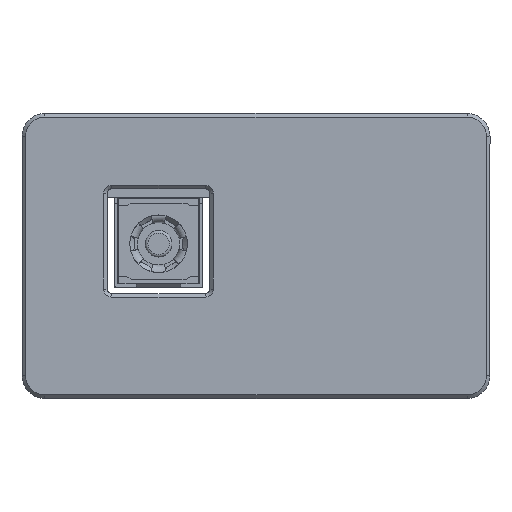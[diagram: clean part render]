
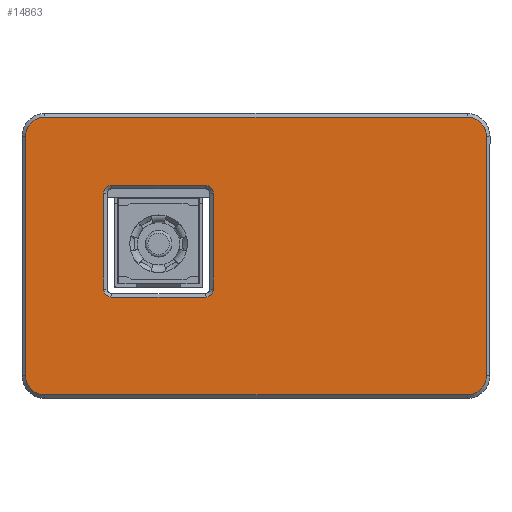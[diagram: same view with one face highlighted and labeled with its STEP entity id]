
A CAD part, front view. The second image highlights one B-rep face of the part: STEP entity #14863.
In plain terms, the highlighted face is planar.
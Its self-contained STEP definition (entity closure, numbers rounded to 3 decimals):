
#856=FACE_BOUND('',#2865,.T.);
#1234=CIRCLE('',#16104,0.9);
#1236=CIRCLE('',#16108,0.9);
#1238=CIRCLE('',#16112,0.9);
#1240=CIRCLE('',#16116,0.9);
#1243=CIRCLE('',#16124,2.188);
#1244=CIRCLE('',#16125,2.188);
#1245=CIRCLE('',#16126,2.187);
#1246=CIRCLE('',#16127,2.188);
#1968=FACE_OUTER_BOUND('',#2864,.T.);
#2864=EDGE_LOOP('',(#12877,#12878,#12879,#12880,#12881,#12882,#12883,#12884));
#2865=EDGE_LOOP('',(#12885,#12886,#12887,#12888,#12889,#12890,#12891,#12892));
#4139=LINE('',#29400,#5543);
#4144=LINE('',#29414,#5548);
#4148=LINE('',#29426,#5552);
#4152=LINE('',#29438,#5556);
#4163=LINE('',#29468,#5567);
#4164=LINE('',#29472,#5568);
#4165=LINE('',#29476,#5569);
#4166=LINE('',#29480,#5570);
#5543=VECTOR('',#19476,10.);
#5548=VECTOR('',#19489,10.);
#5552=VECTOR('',#19501,10.);
#5556=VECTOR('',#19513,10.);
#5567=VECTOR('',#19544,10.);
#5568=VECTOR('',#19547,10.);
#5569=VECTOR('',#19550,10.);
#5570=VECTOR('',#19553,10.);
#6972=VERTEX_POINT('',#29397);
#6973=VERTEX_POINT('',#29399);
#6976=VERTEX_POINT('',#29407);
#6978=VERTEX_POINT('',#29412);
#6980=VERTEX_POINT('',#29419);
#6982=VERTEX_POINT('',#29424);
#6984=VERTEX_POINT('',#29431);
#6986=VERTEX_POINT('',#29436);
#6994=VERTEX_POINT('',#29466);
#6995=VERTEX_POINT('',#29467);
#6996=VERTEX_POINT('',#29469);
#6997=VERTEX_POINT('',#29471);
#6998=VERTEX_POINT('',#29473);
#6999=VERTEX_POINT('',#29475);
#7000=VERTEX_POINT('',#29477);
#7001=VERTEX_POINT('',#29479);
#8964=EDGE_CURVE('',#6972,#6973,#4139,.T.);
#8969=EDGE_CURVE('',#6976,#6972,#1234,.T.);
#8971=EDGE_CURVE('',#6978,#6976,#4144,.T.);
#8975=EDGE_CURVE('',#6980,#6978,#1236,.T.);
#8977=EDGE_CURVE('',#6982,#6980,#4148,.T.);
#8981=EDGE_CURVE('',#6984,#6982,#1238,.T.);
#8983=EDGE_CURVE('',#6986,#6984,#4152,.T.);
#8986=EDGE_CURVE('',#6973,#6986,#1240,.T.);
#8998=EDGE_CURVE('',#6994,#6995,#4163,.T.);
#8999=EDGE_CURVE('',#6996,#6994,#1243,.T.);
#9000=EDGE_CURVE('',#6997,#6996,#4164,.T.);
#9001=EDGE_CURVE('',#6998,#6997,#1244,.T.);
#9002=EDGE_CURVE('',#6999,#6998,#4165,.T.);
#9003=EDGE_CURVE('',#7000,#6999,#1245,.T.);
#9004=EDGE_CURVE('',#7001,#7000,#4166,.T.);
#9005=EDGE_CURVE('',#6995,#7001,#1246,.T.);
#12877=ORIENTED_EDGE('',*,*,#8998,.F.);
#12878=ORIENTED_EDGE('',*,*,#8999,.F.);
#12879=ORIENTED_EDGE('',*,*,#9000,.F.);
#12880=ORIENTED_EDGE('',*,*,#9001,.F.);
#12881=ORIENTED_EDGE('',*,*,#9002,.F.);
#12882=ORIENTED_EDGE('',*,*,#9003,.F.);
#12883=ORIENTED_EDGE('',*,*,#9004,.F.);
#12884=ORIENTED_EDGE('',*,*,#9005,.F.);
#12885=ORIENTED_EDGE('',*,*,#8964,.F.);
#12886=ORIENTED_EDGE('',*,*,#8969,.F.);
#12887=ORIENTED_EDGE('',*,*,#8971,.F.);
#12888=ORIENTED_EDGE('',*,*,#8975,.F.);
#12889=ORIENTED_EDGE('',*,*,#8977,.F.);
#12890=ORIENTED_EDGE('',*,*,#8981,.F.);
#12891=ORIENTED_EDGE('',*,*,#8983,.F.);
#12892=ORIENTED_EDGE('',*,*,#8986,.F.);
#14136=PLANE('',#16123);
#14863=ADVANCED_FACE('',(#1968,#856),#14136,.F.);
#16104=AXIS2_PLACEMENT_3D('',#29409,#19484,#19485);
#16108=AXIS2_PLACEMENT_3D('',#29421,#19496,#19497);
#16112=AXIS2_PLACEMENT_3D('',#29433,#19508,#19509);
#16116=AXIS2_PLACEMENT_3D('',#29442,#19519,#19520);
#16123=AXIS2_PLACEMENT_3D('',#29465,#19542,#19543);
#16124=AXIS2_PLACEMENT_3D('',#29470,#19545,#19546);
#16125=AXIS2_PLACEMENT_3D('',#29474,#19548,#19549);
#16126=AXIS2_PLACEMENT_3D('',#29478,#19551,#19552);
#16127=AXIS2_PLACEMENT_3D('',#29481,#19554,#19555);
#19476=DIRECTION('',(0.,-1.,0.));
#19484=DIRECTION('center_axis',(0.,0.,
-1.));
#19485=DIRECTION('ref_axis',(0.707,0.707,0.));
#19489=DIRECTION('',(1.,0.,0.));
#19496=DIRECTION('center_axis',(0.,0.,
-1.));
#19497=DIRECTION('ref_axis',(-0.707,0.707,0.));
#19501=DIRECTION('',(0.,1.,0.));
#19508=DIRECTION('center_axis',(0.,0.,
-1.));
#19509=DIRECTION('ref_axis',(-0.707,-0.707,0.));
#19513=DIRECTION('',(-1.,0.,0.));
#19519=DIRECTION('center_axis',(0.,0.,
-1.));
#19520=DIRECTION('ref_axis',(0.707,-0.707,0.));
#19542=DIRECTION('center_axis',(0.,0.,
1.));
#19543=DIRECTION('ref_axis',(1.,0.,0.));
#19544=DIRECTION('',(0.,-1.,0.));
#19545=DIRECTION('center_axis',(0.,0.,
1.));
#19546=DIRECTION('ref_axis',(0.,1.,0.));
#19547=DIRECTION('',(-1.,0.,0.));
#19548=DIRECTION('center_axis',(0.,0.,
1.));
#19549=DIRECTION('ref_axis',(1.,0.,0.));
#19550=DIRECTION('',(0.,1.,0.));
#19551=DIRECTION('center_axis',(0.,0.,
1.));
#19552=DIRECTION('ref_axis',(0.,-1.,0.));
#19553=DIRECTION('',(1.,0.,0.));
#19554=DIRECTION('center_axis',(0.,0.,
1.));
#19555=DIRECTION('ref_axis',(0.,-1.,0.));
#29397=CARTESIAN_POINT('',(-4.8,131.315,-158.525));
#29399=CARTESIAN_POINT('',(-4.8,120.515,-158.525));
#29400=CARTESIAN_POINT('',(-4.8,123.826,-158.525));
#29407=CARTESIAN_POINT('',(-5.7,132.215,-158.525));
#29409=CARTESIAN_POINT('Origin',(-5.7,131.315,-158.525));
#29412=CARTESIAN_POINT('',(-16.3,132.215,-158.525));
#29414=CARTESIAN_POINT('',(-2.277,132.215,-158.525));
#29419=CARTESIAN_POINT('',(-17.2,131.315,-158.525));
#29421=CARTESIAN_POINT('Origin',(-16.3,131.315,-158.525));
#29424=CARTESIAN_POINT('',(-17.2,120.515,-158.525));
#29426=CARTESIAN_POINT('',(-17.2,129.726,-158.525));
#29431=CARTESIAN_POINT('',(-16.3,119.615,-158.525));
#29433=CARTESIAN_POINT('Origin',(-16.3,120.515,-158.525));
#29436=CARTESIAN_POINT('',(-5.7,119.615,-158.525));
#29438=CARTESIAN_POINT('',(-8.077,119.615,-158.525));
#29442=CARTESIAN_POINT('Origin',(-5.7,120.515,-158.525));
#29465=CARTESIAN_POINT('Origin',(0.646,127.636,-158.525));
#29466=CARTESIAN_POINT('',(-26.,141.077,-158.525));
#29467=CARTESIAN_POINT('',(-26.,114.089,-158.525));
#29468=CARTESIAN_POINT('',(-26.,127.61,-158.525));
#29469=CARTESIAN_POINT('',(-23.813,143.264,-158.525));
#29470=CARTESIAN_POINT('Origin',(-23.813,141.077,-158.525));
#29471=CARTESIAN_POINT('',(23.812,143.264,-158.525));
#29472=CARTESIAN_POINT('',(0.323,143.264,-158.525));
#29473=CARTESIAN_POINT('',(26.,141.077,-158.525));
#29474=CARTESIAN_POINT('Origin',(23.812,141.077,-158.525));
#29475=CARTESIAN_POINT('',(26.,114.089,-158.525));
#29476=CARTESIAN_POINT('',(26.,127.61,-158.525));
#29477=CARTESIAN_POINT('',(23.812,111.902,-158.525));
#29478=CARTESIAN_POINT('Origin',(23.812,114.089,-158.525));
#29479=CARTESIAN_POINT('',(-23.813,111.902,-158.525));
#29480=CARTESIAN_POINT('',(0.323,111.902,-158.525));
#29481=CARTESIAN_POINT('Origin',(-23.813,114.089,-158.525));
